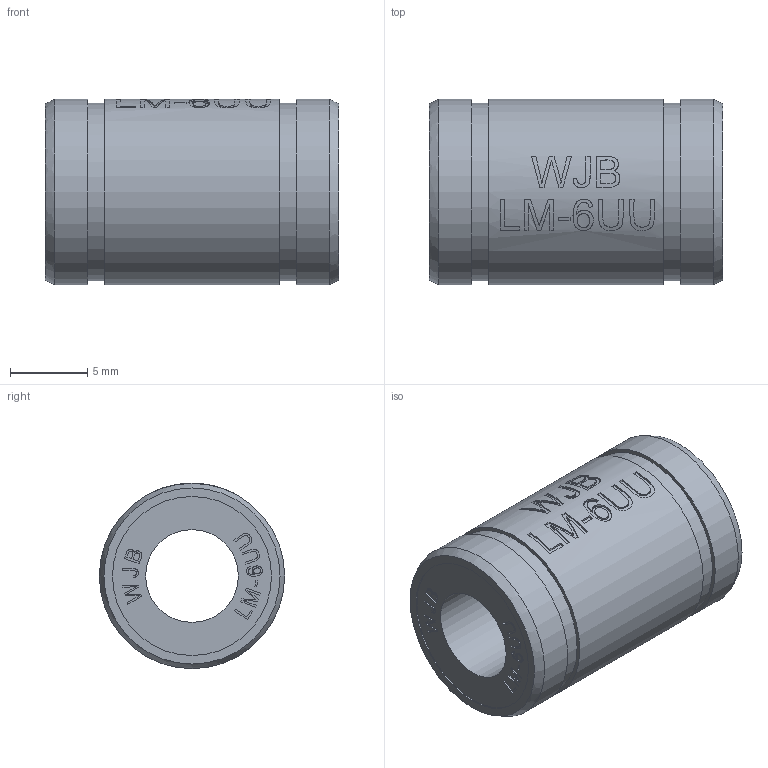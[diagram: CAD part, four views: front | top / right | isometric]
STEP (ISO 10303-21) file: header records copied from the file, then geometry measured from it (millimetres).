
FILE_DESCRIPTION(/* description */ (''),/* implementation_level */ '2;1');
FILE_NAME(/* name */ 'WJB-LM-6UU.stp',/* time_stamp */ '2019-01-27T11:33:37+08:00',/* author */ (''),/* organization */ (''),/* preprocessor_version */ 'ST-DEVELOPER v11',/* originating_system */ 'SIEMENS UGS NX 6.0',/* authorisation */ '');
FILE_SCHEMA (('AUTOMOTIVE_DESIGN { 1 0 10303 214 1 1 1 1 }'));
Length unit declared in the file: millimetre
Products named in the file (1): ROCKE321yzzq
Bounding box: 19 x 12 x 12 mm (x, y, z)
Volume: 1572.1 mm3; surface area: 1280.4 mm2
Topology: 1 solids, 1 shells, 261 faces, 649 edges, 432 vertices
Faces by surface type: plane 155, extrusion 84, cylinder 20, bspline 2
Full cylindrical faces by diameter (mm): 6 x1, 10.3 x2, 11.5 x2, 12 x3
Entity records: 10336 total; most frequent: CARTESIAN_POINT 4554, ORIENTED_EDGE 1278, DIRECTION 883, EDGE_CURVE 639, VERTEX_POINT 432, VECTOR 415, B_SPLINE_CURVE_WITH_KNOTS 334, LINE 331
